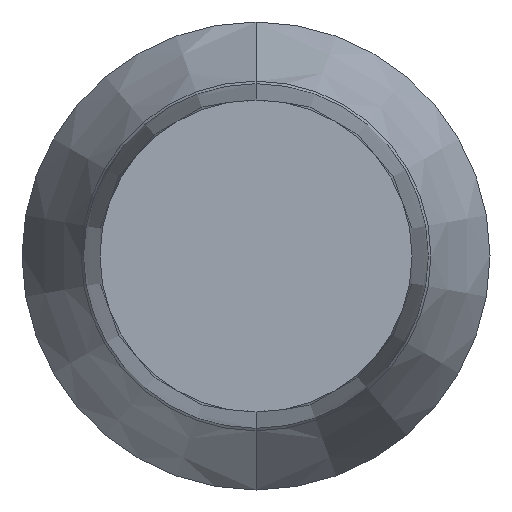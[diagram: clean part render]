
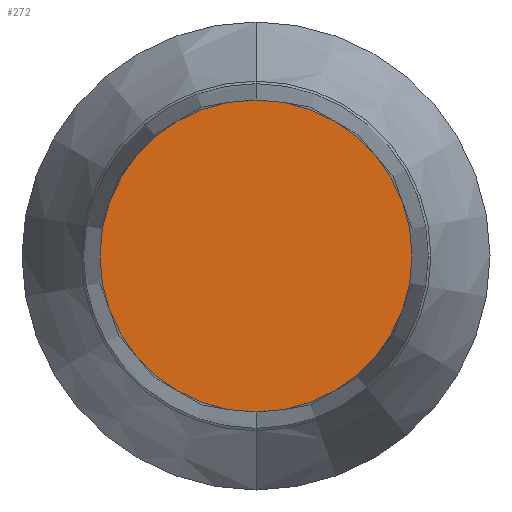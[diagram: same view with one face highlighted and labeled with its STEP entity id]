
A CAD part, front view. The second image highlights one B-rep face of the part: STEP entity #272.
In plain terms, the highlighted planar face has unit normal (0, -1, 0).
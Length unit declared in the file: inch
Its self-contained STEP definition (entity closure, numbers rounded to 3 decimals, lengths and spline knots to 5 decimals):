
#25 = CARTESIAN_POINT ( 'NONE',  ( 0., 0., 0. ) ) ;
#31 = AXIS2_PLACEMENT_3D ( 'NONE', #309, #36, #199 ) ;
#36 = DIRECTION ( 'NONE',  ( 0., -1., 0. ) ) ;
#52 = CIRCLE ( 'NONE', #163, 0.0625 ) ;
#90 = CARTESIAN_POINT ( 'NONE',  ( 0., 0., 0.0625 ) ) ;
#136 = DIRECTION ( 'NONE',  ( 0., 0., -1. ) ) ;
#163 = AXIS2_PLACEMENT_3D ( 'NONE', #194, #298, #187 ) ;
#177 = EDGE_CURVE ( 'NONE', #442, #265, #52, .T. ) ;
#185 = ORIENTED_EDGE ( 'NONE', *, *, #177, .T. ) ;
#187 = DIRECTION ( 'NONE',  ( 0., 0., -1. ) ) ;
#194 = CARTESIAN_POINT ( 'NONE',  ( 0., 0., 0. ) ) ;
#199 = DIRECTION ( 'NONE',  ( 0., 0., -1. ) ) ;
#231 = CIRCLE ( 'NONE', #283, 0.0625 ) ;
#235 = EDGE_CURVE ( 'NONE', #265, #442, #231, .T. ) ;
#265 = VERTEX_POINT ( 'NONE', #273 ) ;
#272 = ADVANCED_FACE ( 'NONE', ( #456 ), #280, .T. ) ;
#273 = CARTESIAN_POINT ( 'NONE',  ( 0., 0., -0.0625 ) ) ;
#280 = PLANE ( 'NONE',  #31 ) ;
#283 = AXIS2_PLACEMENT_3D ( 'NONE', #25, #349, #136 ) ;
#298 = DIRECTION ( 'NONE',  ( 0., -1., 0. ) ) ;
#307 = EDGE_LOOP ( 'NONE', ( #185, #447 ) ) ;
#309 = CARTESIAN_POINT ( 'NONE',  ( 0., 0., 0. ) ) ;
#349 = DIRECTION ( 'NONE',  ( 0., -1., 0. ) ) ;
#442 = VERTEX_POINT ( 'NONE', #90 ) ;
#447 = ORIENTED_EDGE ( 'NONE', *, *, #235, .T. ) ;
#456 = FACE_OUTER_BOUND ( 'NONE', #307, .T. ) ;
